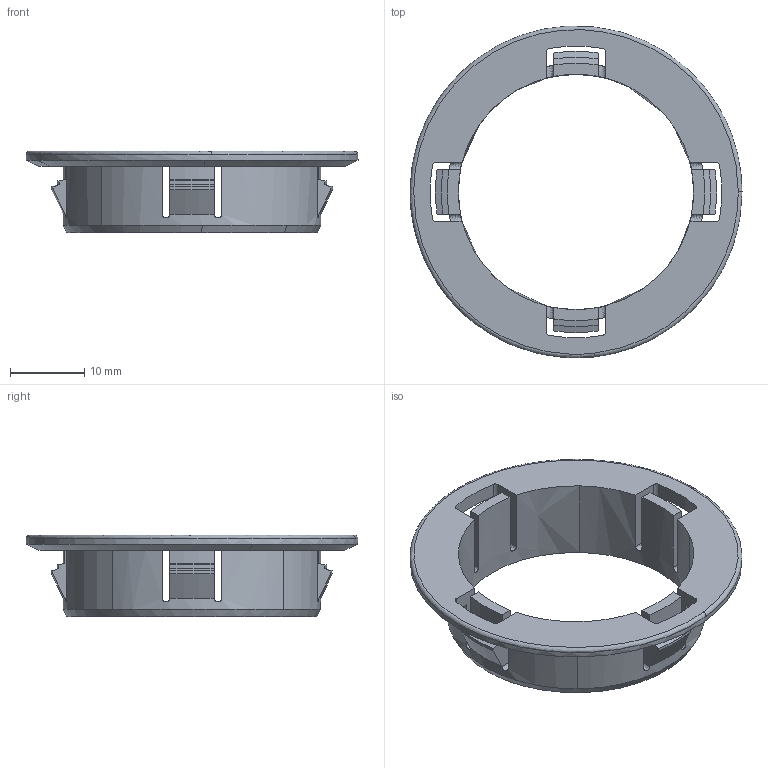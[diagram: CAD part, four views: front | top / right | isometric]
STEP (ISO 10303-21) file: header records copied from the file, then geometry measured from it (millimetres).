
FILE_DESCRIPTION((''),'2;1');
FILE_NAME('','2006-09-08T00:16:45',(''),(''),'','CADfix','');
FILE_SCHEMA(('AUTOMOTIVE_DESIGN'));
Length unit declared in the file: millimetre
Products named in the file (1): grommet
Bounding box: 44.7 x 44.64 x 11 mm (x, y, z)
Volume: 2716.4 mm3; surface area: 3916.4 mm2
Topology: 1 solids, 1 shells, 79 faces, 256 edges, 172 vertices
Faces by surface type: bspline 79
Entity records: 3377 total; most frequent: CARTESIAN_POINT 1995, ORIENTED_EDGE 512, EDGE_CURVE 256, VERTEX_POINT 172, QUASI_UNIFORM_CURVE 130, EDGE_LOOP 82, FACE_OUTER_BOUND 79, ADVANCED_FACE 79
